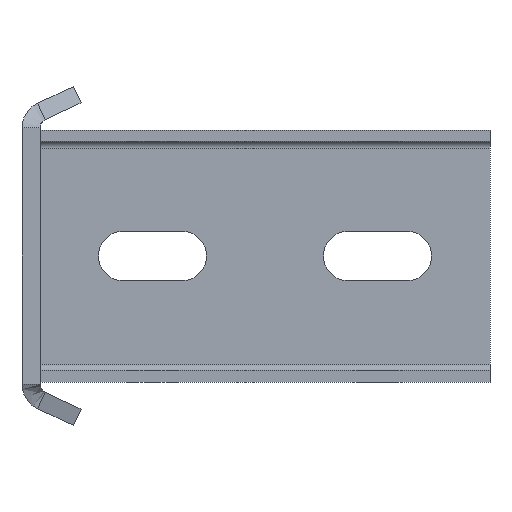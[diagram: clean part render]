
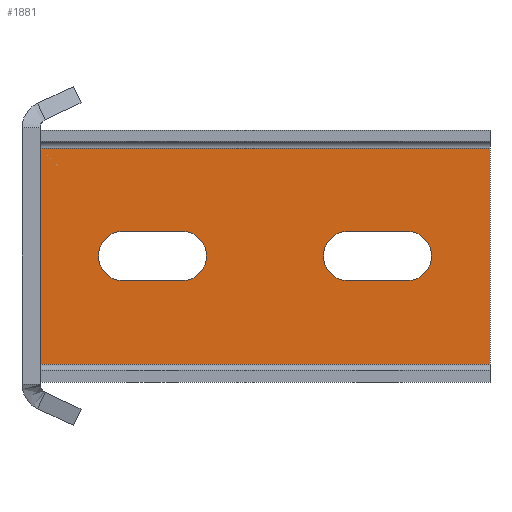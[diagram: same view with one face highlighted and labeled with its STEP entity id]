
A CAD part, left-side view. The second image highlights one B-rep face of the part: STEP entity #1881.
In plain terms, the highlighted face is planar.
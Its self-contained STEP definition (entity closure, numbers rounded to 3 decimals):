
#1146=DIRECTION('',(1.,0.,0.));
#1147=VECTOR('',#1146,48.);
#1148=CARTESIAN_POINT('',(-24.,0.,-24.5));
#1149=LINE('',#1148,#1147);
#1247=DIRECTION('',(0.,1.,0.));
#1248=VECTOR('',#1247,100.);
#1249=CARTESIAN_POINT('',(24.,0.,-24.5));
#1250=LINE('',#1249,#1248);
#1251=DIRECTION('',(0.,1.,0.));
#1252=VECTOR('',#1251,100.);
#1253=CARTESIAN_POINT('',(-24.,0.,-24.5));
#1254=LINE('',#1253,#1252);
#1255=DIRECTION('',(0.,1.,0.));
#1256=VECTOR('',#1255,13.);
#1257=CARTESIAN_POINT('',(-5.5,18.5,-24.5));
#1258=LINE('',#1257,#1256);
#1259=CARTESIAN_POINT('',(0.,18.5,-24.5));
#1260=DIRECTION('',(0.,0.,1.));
#1261=DIRECTION('',(-1.,0.,0.));
#1262=AXIS2_PLACEMENT_3D('',#1259,#1260,#1261);
#1264=DIRECTION('',(0.,-1.,0.));
#1265=VECTOR('',#1264,13.);
#1266=CARTESIAN_POINT('',(5.5,31.5,-24.5));
#1267=LINE('',#1266,#1265);
#1268=CARTESIAN_POINT('',(0.,31.5,-24.5));
#1269=DIRECTION('',(0.,0.,1.));
#1270=DIRECTION('',(1.,0.,0.));
#1271=AXIS2_PLACEMENT_3D('',#1268,#1269,#1270);
#1273=CARTESIAN_POINT('',(0.,81.5,-24.5));
#1274=DIRECTION('',(0.,0.,-1.));
#1275=DIRECTION('',(-1.,0.,0.));
#1276=AXIS2_PLACEMENT_3D('',#1273,#1274,#1275);
#1278=DIRECTION('',(0.,1.,0.));
#1279=VECTOR('',#1278,13.);
#1280=CARTESIAN_POINT('',(-5.5,68.5,-24.5));
#1281=LINE('',#1280,#1279);
#1282=CARTESIAN_POINT('',(0.,68.5,-24.5));
#1283=DIRECTION('',(0.,0.,-1.));
#1284=DIRECTION('',(1.,0.,0.));
#1285=AXIS2_PLACEMENT_3D('',#1282,#1283,#1284);
#1287=DIRECTION('',(0.,-1.,0.));
#1288=VECTOR('',#1287,13.);
#1289=CARTESIAN_POINT('',(5.5,81.5,-24.5));
#1290=LINE('',#1289,#1288);
#1444=DIRECTION('',(1.,0.,0.));
#1445=VECTOR('',#1444,48.);
#1446=CARTESIAN_POINT('',(-24.,100.,-24.5));
#1447=LINE('',#1446,#1445);
#1591=CARTESIAN_POINT('',(-24.,0.,-24.5));
#1592=VERTEX_POINT('',#1591);
#1593=CARTESIAN_POINT('',(24.,0.,-24.5));
#1594=VERTEX_POINT('',#1593);
#1615=CARTESIAN_POINT('',(-24.,100.,-24.5));
#1616=VERTEX_POINT('',#1615);
#1617=CARTESIAN_POINT('',(24.,100.,-24.5));
#1618=VERTEX_POINT('',#1617);
#1631=CARTESIAN_POINT('',(-5.5,18.5,-24.5));
#1632=CARTESIAN_POINT('',(-5.5,31.5,-24.5));
#1633=VERTEX_POINT('',#1631);
#1634=VERTEX_POINT('',#1632);
#1635=CARTESIAN_POINT('',(5.5,18.5,-24.5));
#1636=VERTEX_POINT('',#1635);
#1637=CARTESIAN_POINT('',(5.5,31.5,-24.5));
#1638=VERTEX_POINT('',#1637);
#1647=CARTESIAN_POINT('',(-5.5,81.5,-24.5));
#1648=CARTESIAN_POINT('',(5.5,81.5,-24.5));
#1649=VERTEX_POINT('',#1647);
#1650=VERTEX_POINT('',#1648);
#1651=CARTESIAN_POINT('',(5.5,68.5,-24.5));
#1652=VERTEX_POINT('',#1651);
#1653=CARTESIAN_POINT('',(-5.5,68.5,-24.5));
#1654=VERTEX_POINT('',#1653);
#1848=CARTESIAN_POINT('',(-24.,0.,-24.5));
#1849=DIRECTION('',(0.,0.,1.));
#1850=DIRECTION('',(1.,0.,0.));
#1851=AXIS2_PLACEMENT_3D('',#1848,#1849,#1850);
#1852=PLANE('',#1851);
#1853=ORIENTED_EDGE('',*,*,#1740,.F.);
#1855=ORIENTED_EDGE('',*,*,#1854,.T.);
#1857=ORIENTED_EDGE('',*,*,#1856,.T.);
#1858=ORIENTED_EDGE('',*,*,#1840,.F.);
#1859=EDGE_LOOP('',(#1853,#1855,#1857,#1858));
#1860=FACE_OUTER_BOUND('',#1859,.F.);
#1862=ORIENTED_EDGE('',*,*,#1861,.F.);
#1864=ORIENTED_EDGE('',*,*,#1863,.T.);
#1866=ORIENTED_EDGE('',*,*,#1865,.F.);
#1868=ORIENTED_EDGE('',*,*,#1867,.T.);
#1869=EDGE_LOOP('',(#1862,#1864,#1866,#1868));
#1870=FACE_BOUND('',#1869,.F.);
#1872=ORIENTED_EDGE('',*,*,#1871,.F.);
#1874=ORIENTED_EDGE('',*,*,#1873,.F.);
#1876=ORIENTED_EDGE('',*,*,#1875,.F.);
#1878=ORIENTED_EDGE('',*,*,#1877,.F.);
#1879=EDGE_LOOP('',(#1872,#1874,#1876,#1878));
#1880=FACE_BOUND('',#1879,.F.);
#1881=ADVANCED_FACE('',(#1860,#1870,#1880),#1852,.T.);
#1263=CIRCLE('',#1262,5.5);
#1272=CIRCLE('',#1271,5.5);
#1277=CIRCLE('',#1276,5.5);
#1286=CIRCLE('',#1285,5.5);
#1740=EDGE_CURVE('',#1592,#1594,#1149,.T.);
#1840=EDGE_CURVE('',#1594,#1618,#1250,.T.);
#1854=EDGE_CURVE('',#1592,#1616,#1254,.T.);
#1856=EDGE_CURVE('',#1616,#1618,#1447,.T.);
#1861=EDGE_CURVE('',#1633,#1634,#1258,.T.);
#1863=EDGE_CURVE('',#1633,#1636,#1263,.T.);
#1865=EDGE_CURVE('',#1638,#1636,#1267,.T.);
#1867=EDGE_CURVE('',#1638,#1634,#1272,.T.);
#1871=EDGE_CURVE('',#1649,#1650,#1277,.T.);
#1873=EDGE_CURVE('',#1654,#1649,#1281,.T.);
#1875=EDGE_CURVE('',#1652,#1654,#1286,.T.);
#1877=EDGE_CURVE('',#1650,#1652,#1290,.T.);
